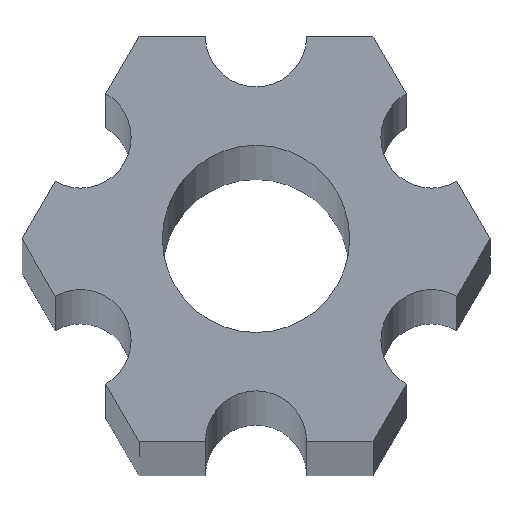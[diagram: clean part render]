
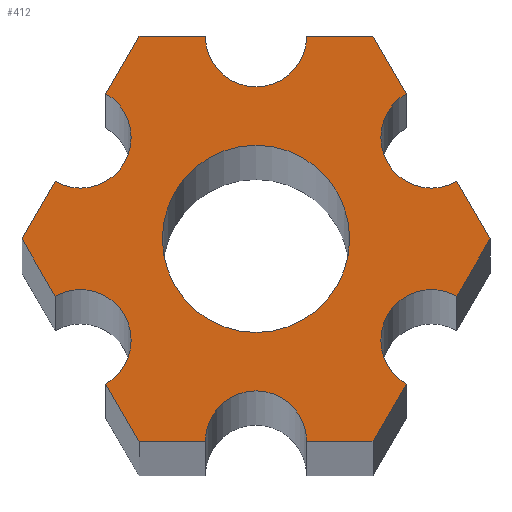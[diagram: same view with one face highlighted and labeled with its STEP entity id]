
A CAD part, top view. The second image highlights one B-rep face of the part: STEP entity #412.
In plain terms, the highlighted planar face has unit normal (0, 0, 1).
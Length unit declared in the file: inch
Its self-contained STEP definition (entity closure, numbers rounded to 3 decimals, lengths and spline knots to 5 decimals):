
#14=PLANE('',#459);
#32=LINE('',#625,#74);
#33=LINE('',#626,#75);
#34=LINE('',#628,#76);
#35=LINE('',#630,#77);
#36=LINE('',#634,#78);
#37=LINE('',#636,#79);
#38=LINE('',#640,#80);
#39=LINE('',#642,#81);
#40=LINE('',#646,#82);
#41=LINE('',#648,#83);
#42=LINE('',#652,#84);
#43=LINE('',#653,#85);
#74=VECTOR('',#511,39.37008);
#75=VECTOR('',#512,39.37008);
#76=VECTOR('',#513,39.37008);
#77=VECTOR('',#514,39.37008);
#78=VECTOR('',#517,39.37008);
#79=VECTOR('',#518,39.37008);
#80=VECTOR('',#521,39.37008);
#81=VECTOR('',#522,39.37008);
#82=VECTOR('',#525,39.37008);
#83=VECTOR('',#526,39.37008);
#84=VECTOR('',#529,39.37008);
#85=VECTOR('',#530,39.37008);
#113=FACE_BOUND('',#141,.T.);
#118=FACE_OUTER_BOUND('',#140,.T.);
#140=EDGE_LOOP('',(#278,#279,#280,#281,#282,#283,#284,#285,#286,#287,#288,
#289,#290,#291,#292,#293,#294,#295));
#141=EDGE_LOOP('',(#296));
#160=CIRCLE('',#451,0.1155);
#162=CIRCLE('',#454,0.0625);
#164=CIRCLE('',#457,0.0625);
#166=CIRCLE('',#460,0.0625);
#167=CIRCLE('',#461,0.0625);
#168=CIRCLE('',#462,0.0625);
#169=CIRCLE('',#463,0.0625);
#174=VERTEX_POINT('',#601);
#176=VERTEX_POINT('',#606);
#177=VERTEX_POINT('',#607);
#180=VERTEX_POINT('',#615);
#181=VERTEX_POINT('',#616);
#184=VERTEX_POINT('',#624);
#185=VERTEX_POINT('',#627);
#186=VERTEX_POINT('',#629);
#187=VERTEX_POINT('',#631);
#188=VERTEX_POINT('',#633);
#189=VERTEX_POINT('',#635);
#190=VERTEX_POINT('',#637);
#191=VERTEX_POINT('',#639);
#192=VERTEX_POINT('',#641);
#193=VERTEX_POINT('',#643);
#194=VERTEX_POINT('',#645);
#195=VERTEX_POINT('',#647);
#196=VERTEX_POINT('',#649);
#197=VERTEX_POINT('',#651);
#212=EDGE_CURVE('',#174,#174,#160,.T.);
#214=EDGE_CURVE('',#176,#177,#162,.T.);
#218=EDGE_CURVE('',#180,#181,#164,.T.);
#222=EDGE_CURVE('',#177,#184,#32,.T.);
#223=EDGE_CURVE('',#184,#180,#33,.T.);
#224=EDGE_CURVE('',#181,#185,#34,.T.);
#225=EDGE_CURVE('',#185,#186,#35,.T.);
#226=EDGE_CURVE('',#186,#187,#166,.T.);
#227=EDGE_CURVE('',#187,#188,#36,.T.);
#228=EDGE_CURVE('',#188,#189,#37,.T.);
#229=EDGE_CURVE('',#189,#190,#167,.T.);
#230=EDGE_CURVE('',#190,#191,#38,.T.);
#231=EDGE_CURVE('',#191,#192,#39,.T.);
#232=EDGE_CURVE('',#192,#193,#168,.T.);
#233=EDGE_CURVE('',#193,#194,#40,.T.);
#234=EDGE_CURVE('',#194,#195,#41,.T.);
#235=EDGE_CURVE('',#195,#196,#169,.T.);
#236=EDGE_CURVE('',#196,#197,#42,.T.);
#237=EDGE_CURVE('',#197,#176,#43,.T.);
#278=ORIENTED_EDGE('',*,*,#222,.T.);
#279=ORIENTED_EDGE('',*,*,#223,.T.);
#280=ORIENTED_EDGE('',*,*,#218,.T.);
#281=ORIENTED_EDGE('',*,*,#224,.T.);
#282=ORIENTED_EDGE('',*,*,#225,.T.);
#283=ORIENTED_EDGE('',*,*,#226,.T.);
#284=ORIENTED_EDGE('',*,*,#227,.T.);
#285=ORIENTED_EDGE('',*,*,#228,.T.);
#286=ORIENTED_EDGE('',*,*,#229,.T.);
#287=ORIENTED_EDGE('',*,*,#230,.T.);
#288=ORIENTED_EDGE('',*,*,#231,.T.);
#289=ORIENTED_EDGE('',*,*,#232,.T.);
#290=ORIENTED_EDGE('',*,*,#233,.T.);
#291=ORIENTED_EDGE('',*,*,#234,.T.);
#292=ORIENTED_EDGE('',*,*,#235,.T.);
#293=ORIENTED_EDGE('',*,*,#236,.T.);
#294=ORIENTED_EDGE('',*,*,#237,.T.);
#295=ORIENTED_EDGE('',*,*,#214,.T.);
#296=ORIENTED_EDGE('',*,*,#212,.F.);
#412=ADVANCED_FACE('',(#118,#113),#14,.T.);
#451=AXIS2_PLACEMENT_3D('',#602,#489,#490);
#454=AXIS2_PLACEMENT_3D('',#608,#495,#496);
#457=AXIS2_PLACEMENT_3D('',#617,#503,#504);
#459=AXIS2_PLACEMENT_3D('',#623,#509,#510);
#460=AXIS2_PLACEMENT_3D('',#632,#515,#516);
#461=AXIS2_PLACEMENT_3D('',#638,#519,#520);
#462=AXIS2_PLACEMENT_3D('',#644,#523,#524);
#463=AXIS2_PLACEMENT_3D('',#650,#527,#528);
#489=DIRECTION('center_axis',(0.,0.,1.));
#490=DIRECTION('ref_axis',(1.,0.,0.));
#495=DIRECTION('center_axis',(0.,0.,-1.));
#496=DIRECTION('ref_axis',(1.,0.,0.));
#503=DIRECTION('center_axis',(0.,0.,-1.));
#504=DIRECTION('ref_axis',(1.,0.,0.));
#509=DIRECTION('center_axis',(0.,0.,1.));
#510=DIRECTION('ref_axis',(1.,0.,0.));
#511=DIRECTION('',(0.5,0.866,0.));
#512=DIRECTION('',(-0.5,0.866,0.));
#513=DIRECTION('',(-0.5,0.866,0.));
#514=DIRECTION('',(-1.,0.,0.));
#515=DIRECTION('center_axis',(0.,0.,-1.));
#516=DIRECTION('ref_axis',(1.,0.,0.));
#517=DIRECTION('',(-1.,0.,0.));
#518=DIRECTION('',(-0.5,-0.866,0.));
#519=DIRECTION('center_axis',(0.,0.,-1.));
#520=DIRECTION('ref_axis',(1.,0.,0.));
#521=DIRECTION('',(-0.5,-0.866,0.));
#522=DIRECTION('',(0.5,-0.866,0.));
#523=DIRECTION('center_axis',(0.,0.,-1.));
#524=DIRECTION('ref_axis',(1.,0.,0.));
#525=DIRECTION('',(0.5,-0.866,0.));
#526=DIRECTION('',(1.,0.,0.));
#527=DIRECTION('center_axis',(0.,0.,-1.));
#528=DIRECTION('ref_axis',(1.,0.,0.));
#529=DIRECTION('',(1.,0.,0.));
#530=DIRECTION('',(0.5,0.866,0.));
#601=CARTESIAN_POINT('',(-0.1155,0.,24.25));
#602=CARTESIAN_POINT('Origin',(0.,0.,24.25));
#606=CARTESIAN_POINT('',(0.18526,-0.17913,24.25));
#607=CARTESIAN_POINT('',(0.24776,-0.07087,24.25));
#608=CARTESIAN_POINT('Origin',(0.21651,-0.125,24.25));
#615=CARTESIAN_POINT('',(0.24776,0.07087,24.25));
#616=CARTESIAN_POINT('',(0.18526,0.17913,24.25));
#617=CARTESIAN_POINT('Origin',(0.21651,0.125,24.25));
#623=CARTESIAN_POINT('Origin',(0.21651,0.125,24.25));
#624=CARTESIAN_POINT('',(0.28868,0.,24.25));
#625=CARTESIAN_POINT('',(0.24776,-0.07087,24.25));
#626=CARTESIAN_POINT('',(0.28868,0.,24.25));
#627=CARTESIAN_POINT('',(0.14434,0.25,24.25));
#628=CARTESIAN_POINT('',(0.18526,0.17913,24.25));
#629=CARTESIAN_POINT('',(0.0625,0.25,24.25));
#630=CARTESIAN_POINT('',(0.14434,0.25,24.25));
#631=CARTESIAN_POINT('',(-0.0625,0.25,24.25));
#632=CARTESIAN_POINT('Origin',(0.,0.25,24.25));
#633=CARTESIAN_POINT('',(-0.14434,0.25,24.25));
#634=CARTESIAN_POINT('',(-0.0625,0.25,24.25));
#635=CARTESIAN_POINT('',(-0.18526,0.17913,24.25));
#636=CARTESIAN_POINT('',(-0.14434,0.25,24.25));
#637=CARTESIAN_POINT('',(-0.24776,0.07087,24.25));
#638=CARTESIAN_POINT('Origin',(-0.21651,0.125,24.25));
#639=CARTESIAN_POINT('',(-0.28868,0.,24.25));
#640=CARTESIAN_POINT('',(-0.24776,0.07087,24.25));
#641=CARTESIAN_POINT('',(-0.24776,-0.07087,24.25));
#642=CARTESIAN_POINT('',(-0.28868,0.,24.25));
#643=CARTESIAN_POINT('',(-0.18526,-0.17913,24.25));
#644=CARTESIAN_POINT('Origin',(-0.21651,-0.125,24.25));
#645=CARTESIAN_POINT('',(-0.14434,-0.25,24.25));
#646=CARTESIAN_POINT('',(-0.18526,-0.17913,24.25));
#647=CARTESIAN_POINT('',(-0.0625,-0.25,24.25));
#648=CARTESIAN_POINT('',(-0.14434,-0.25,24.25));
#649=CARTESIAN_POINT('',(0.0625,-0.25,24.25));
#650=CARTESIAN_POINT('Origin',(0.,-0.25,24.25));
#651=CARTESIAN_POINT('',(0.14434,-0.25,24.25));
#652=CARTESIAN_POINT('',(0.0625,-0.25,24.25));
#653=CARTESIAN_POINT('',(0.14434,-0.25,24.25));
